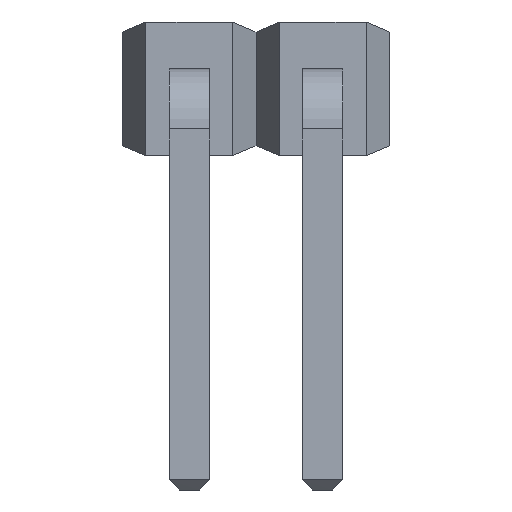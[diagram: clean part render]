
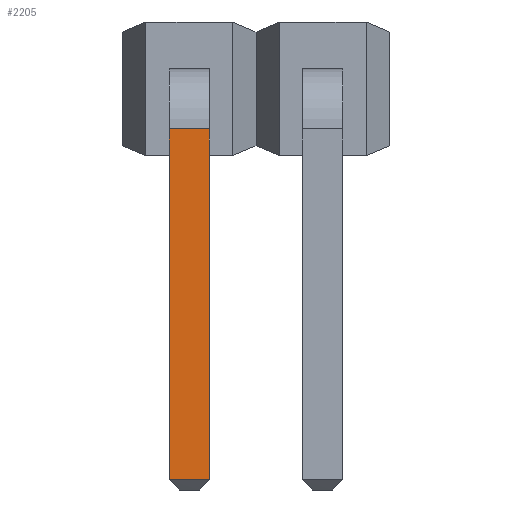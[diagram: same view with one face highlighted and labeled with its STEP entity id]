
A CAD part, front view. The second image highlights one B-rep face of the part: STEP entity #2205.
In plain terms, the highlighted planar face has unit normal (0, -1, 0).
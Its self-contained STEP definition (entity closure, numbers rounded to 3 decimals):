
#2205=ADVANCED_FACE('',(#2211),#2206,.T.);
#2206=PLANE('',#2207);
#2207=AXIS2_PLACEMENT_3D('',#2208,#2209,#2210);
#2208=CARTESIAN_POINT('',(-0.381,-0.381,0.508));
#2209=DIRECTION('',(0.0,-1.0,0.0));
#2210=DIRECTION('',(0.,0.,1.));
#2211=FACE_OUTER_BOUND('',#2212,.T.);
#2212=EDGE_LOOP('',(#2213,#2223,#2233,#2243));
#2216=CARTESIAN_POINT('',(-0.381,-0.381,-6.159));
#2215=VERTEX_POINT('',#2216);
#2218=CARTESIAN_POINT('',(-0.381,-0.381,0.508));
#2217=VERTEX_POINT('',#2218);
#2214=EDGE_CURVE('',#2215,#2217,#2219,.T.);
#2219=LINE('',#2216,#2221);
#2221=VECTOR('',#2222,6.668);
#2222=DIRECTION('',(0.0,0.0,1.0));
#2213=ORIENTED_EDGE('',*,*,#2214,.F.);
#2226=CARTESIAN_POINT('',(0.381,-0.381,-6.159));
#2225=VERTEX_POINT('',#2226);
#2224=EDGE_CURVE('',#2225,#2215,#2229,.T.);
#2229=LINE('',#2226,#2231);
#2231=VECTOR('',#2232,0.762);
#2232=DIRECTION('',(-1.0,0.0,0.0));
#2223=ORIENTED_EDGE('',*,*,#2224,.F.);
#2236=CARTESIAN_POINT('',(0.381,-0.381,0.508));
#2235=VERTEX_POINT('',#2236);
#2234=EDGE_CURVE('',#2235,#2225,#2239,.T.);
#2239=LINE('',#2236,#2241);
#2241=VECTOR('',#2242,6.668);
#2242=DIRECTION('',(0.0,0.0,-1.0));
#2233=ORIENTED_EDGE('',*,*,#2234,.F.);
#2244=EDGE_CURVE('',#2217,#2235,#2249,.T.);
#2249=LINE('',#2218,#2251);
#2251=VECTOR('',#2252,0.762);
#2252=DIRECTION('',(1.0,0.0,0.0));
#2243=ORIENTED_EDGE('',*,*,#2244,.F.);
